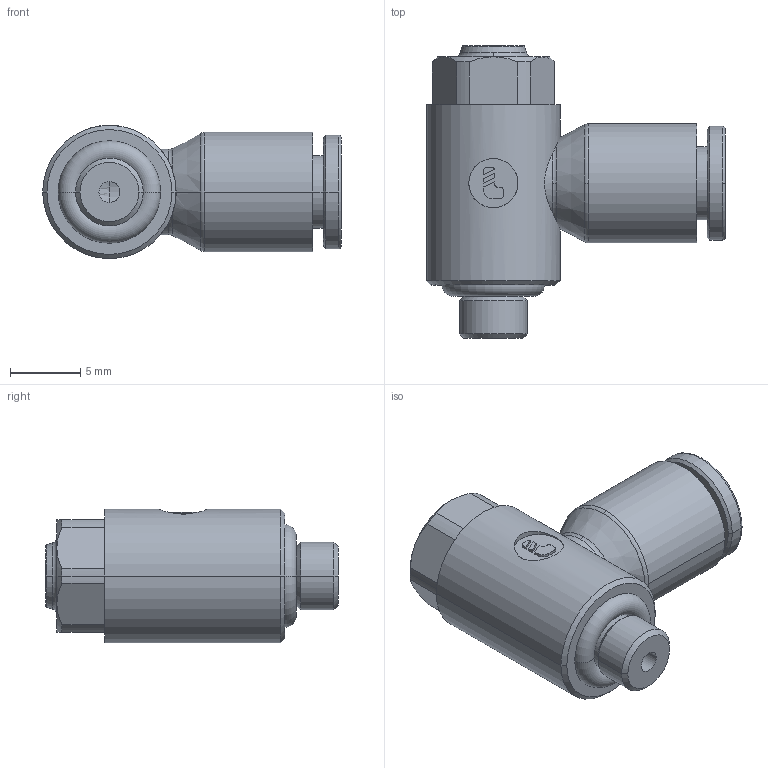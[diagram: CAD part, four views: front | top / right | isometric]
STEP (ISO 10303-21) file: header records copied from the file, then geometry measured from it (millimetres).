
FILE_DESCRIPTION(('STEP AP214'),'1');
FILE_NAME('7010_04_20.stp','2016-07-07T14:53:39',('TraceParts'),('TraceParts S.A.'),'Spatial InterOp 3D',' ',' ');
FILE_SCHEMA(('automotive_design'));
Length unit declared in the file: millimetre
Products named in the file (1): 1
Bounding box: 21.27 x 20.85 x 9.5 mm (x, y, z)
Volume: 1567.5 mm3; surface area: 1343.8 mm2
Topology: 1 solids, 1 shells, 101 faces, 256 edges, 162 vertices
Faces by surface type: cylinder 34, plane 31, cone 20, torus 14, sphere 2
Entity records: 3266 total; most frequent: CARTESIAN_POINT 783, DIRECTION 554, ORIENTED_EDGE 504, EDGE_CURVE 252, AXIS2_PLACEMENT_3D 228, VERTEX_POINT 162, CIRCLE 126, EDGE_LOOP 112
